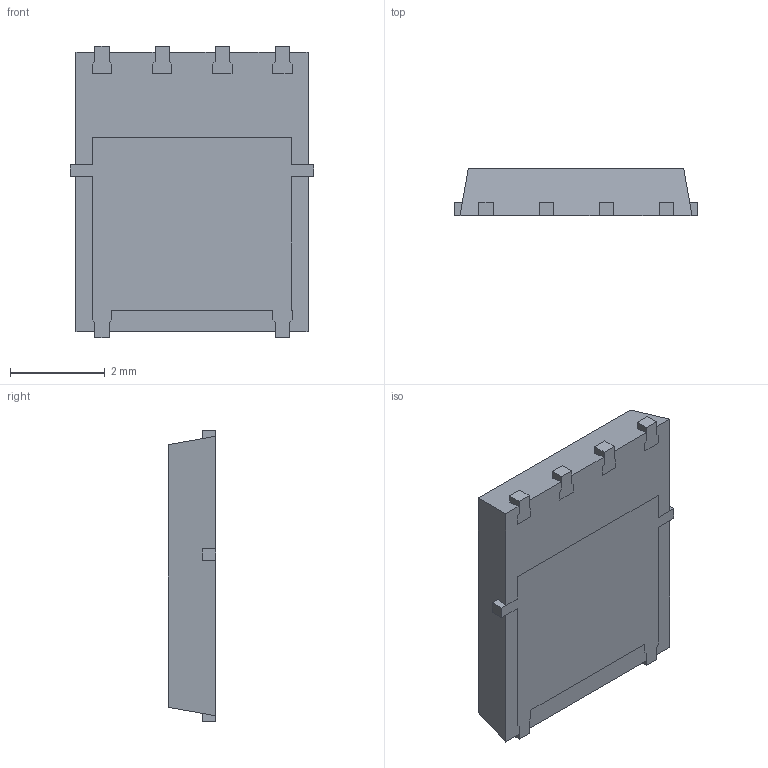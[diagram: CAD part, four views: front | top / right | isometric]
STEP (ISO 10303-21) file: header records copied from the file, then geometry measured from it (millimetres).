
FILE_DESCRIPTION (( 'STEP AP214' ), '1' );
FILE_NAME ('NTMFS6H801NT1G.STEP', '2024-06-29T15:56:13', ( '' ), ( '' ), 'SwSTEP 2.0', 'SolidWorks 2023', '' );
FILE_SCHEMA (( 'AUTOMOTIVE_DESIGN' ));
Length unit declared in the file: millimetre
Products named in the file (1): NTMFS6H801NT1G
Bounding box: 5.15 x 1 x 6.15 mm (x, y, z)
Volume: 27.1 mm3; surface area: 122.3 mm2
Topology: 6 solids, 6 shells, 135 faces, 366 edges, 244 vertices
Faces by surface type: plane 133, cylinder 2
Entity records: 5717 total; most frequent: CARTESIAN_POINT 746, ORIENTED_EDGE 732, DIRECTION 642, EDGE_CURVE 366, LINE 362, VECTOR 362, VERTEX_POINT 244, UNCERTAINTY_MEASURE_WITH_UNIT 142
